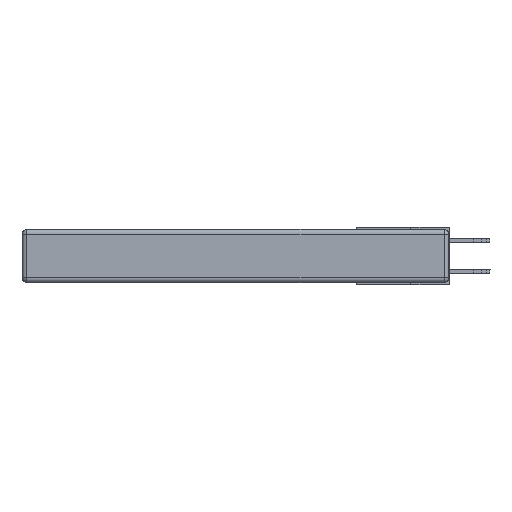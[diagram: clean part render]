
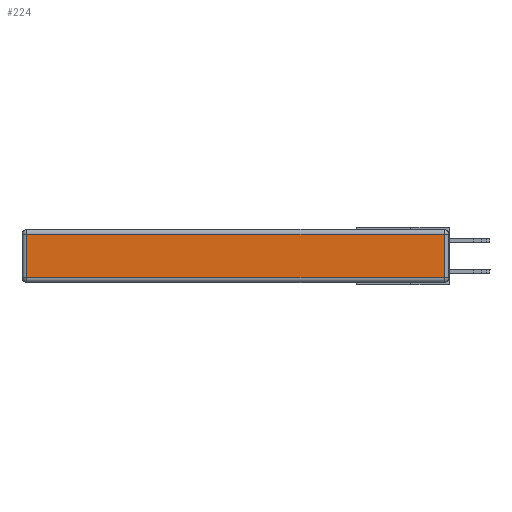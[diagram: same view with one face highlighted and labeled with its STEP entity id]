
A CAD part, left-side view. The second image highlights one B-rep face of the part: STEP entity #224.
In plain terms, the highlighted planar face has unit normal (-1, 0, 0).
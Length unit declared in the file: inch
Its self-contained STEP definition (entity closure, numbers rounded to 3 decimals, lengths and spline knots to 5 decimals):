
#224 = ADVANCED_FACE ( 'NONE', ( #17710 ), #4062, .T. ) ;
#1098 = CARTESIAN_POINT ( 'NONE',  ( 0., 0., -0.313 ) ) ;
#2422 = CARTESIAN_POINT ( 'NONE',  ( 0., 2.72, -0.03 ) ) ;
#3720 = CARTESIAN_POINT ( 'NONE',  ( 0., 0.03, -0.343 ) ) ;
#4022 = VECTOR ( 'NONE', #20590, 39.37008 ) ;
#4062 = PLANE ( 'NONE',  #4550 ) ;
#4330 = EDGE_CURVE ( 'NONE', #6462, #19791, #22570, .T. ) ;
#4550 = AXIS2_PLACEMENT_3D ( 'NONE', #29070, #22258, #8627 ) ;
#4824 = EDGE_CURVE ( 'NONE', #19324, #17357, #10832, .T. ) ;
#5882 = ORIENTED_EDGE ( 'NONE', *, *, #12365, .T. ) ;
#6359 = CARTESIAN_POINT ( 'NONE',  ( 0., 2.72, -0.313 ) ) ;
#6462 = VERTEX_POINT ( 'NONE', #21135 ) ;
#6619 = EDGE_CURVE ( 'NONE', #17357, #6462, #7834, .T. ) ;
#6820 = ORIENTED_EDGE ( 'NONE', *, *, #4330, .T. ) ;
#7834 = LINE ( 'NONE', #1098, #25672 ) ;
#8627 = DIRECTION ( 'NONE',  ( 0., 0., 1. ) ) ;
#10015 = DIRECTION ( 'NONE',  ( 0., -1., 0. ) ) ;
#10307 = DIRECTION ( 'NONE',  ( 0., 0., 1. ) ) ;
#10832 = LINE ( 'NONE', #16122, #4022 ) ;
#12365 = EDGE_CURVE ( 'NONE', #19791, #19324, #28996, .T. ) ;
#15418 = ORIENTED_EDGE ( 'NONE', *, *, #6619, .T. ) ;
#15421 = ORIENTED_EDGE ( 'NONE', *, *, #4824, .T. ) ;
#16122 = CARTESIAN_POINT ( 'NONE',  ( 0., 2.72, -0.343 ) ) ;
#16444 = EDGE_LOOP ( 'NONE', ( #15418, #6820, #5882, #15421 ) ) ;
#17357 = VERTEX_POINT ( 'NONE', #6359 ) ;
#17710 = FACE_OUTER_BOUND ( 'NONE', #16444, .T. ) ;
#19324 = VERTEX_POINT ( 'NONE', #2422 ) ;
#19725 = VECTOR ( 'NONE', #10307, 39.37008 ) ;
#19791 = VERTEX_POINT ( 'NONE', #27945 ) ;
#20590 = DIRECTION ( 'NONE',  ( 0., 0., -1. ) ) ;
#21135 = CARTESIAN_POINT ( 'NONE',  ( 0., 0.03, -0.313 ) ) ;
#22258 = DIRECTION ( 'NONE',  ( -1., 0., 0. ) ) ;
#22570 = LINE ( 'NONE', #3720, #19725 ) ;
#24486 = DIRECTION ( 'NONE',  ( 0., 1., 0. ) ) ;
#25672 = VECTOR ( 'NONE', #10015, 39.37008 ) ;
#26525 = VECTOR ( 'NONE', #24486, 39.37008 ) ;
#27945 = CARTESIAN_POINT ( 'NONE',  ( 0., 0.03, -0.03 ) ) ;
#28877 = CARTESIAN_POINT ( 'NONE',  ( 0., 2.75, -0.03 ) ) ;
#28996 = LINE ( 'NONE', #28877, #26525 ) ;
#29070 = CARTESIAN_POINT ( 'NONE',  ( 0., 0., -0.343 ) ) ;
